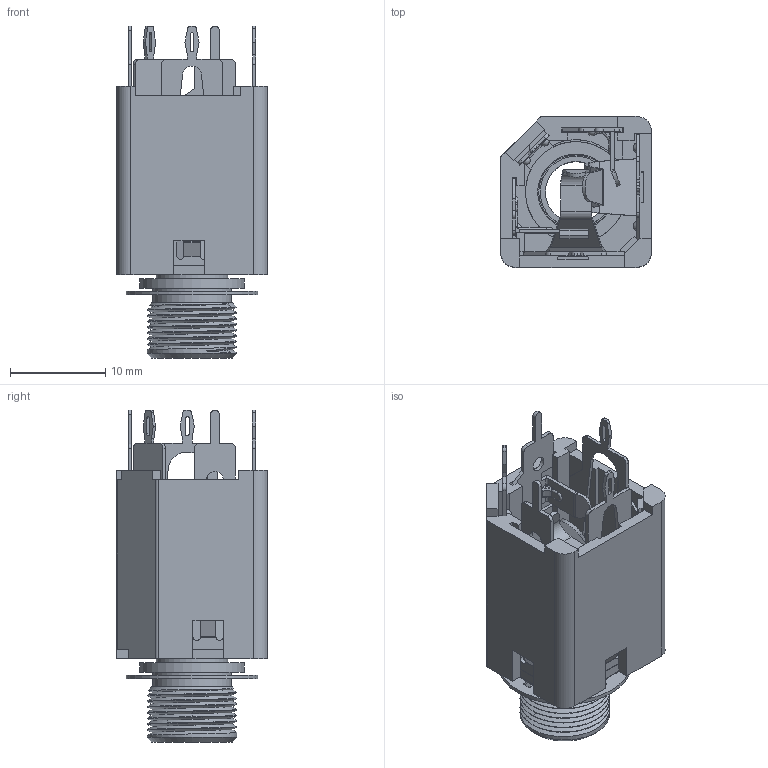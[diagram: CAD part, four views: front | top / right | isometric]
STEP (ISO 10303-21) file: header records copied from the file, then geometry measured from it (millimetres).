
FILE_DESCRIPTION((''),'2;1');
FILE_NAME('ACJS-MV-5.stp','2010-05-07T16:58:34',('minh'),(''),'Autodesk Inventor 10','Autodesk Inventor 10','');
FILE_SCHEMA(('AUTOMOTIVE_DESIGN { 1 0 10303 214 1 1 1 1 }'));
Length unit declared in the file: millimetre
Products named in the file (9): ACJS-MV-5 CS version; HOUSING; 1; 4; 2; 3; 5; Metal Thread Nose; WASHER
Assembly tree (8 placements, depth 2):
  ACJS-MV-5 CS version
    HOUSING
    1
    4
    2
    3
    5
    Metal Thread Nose
    WASHER
Bounding box: 15.8 x 15.8 x 34.8 mm (x, y, z)
Volume: 2256.7 mm3; surface area: 5801.2 mm2
Topology: 7 solids, 8 shells, 625 faces, 1711 edges, 1091 vertices
Faces by surface type: plane 368, cylinder 192, bspline 31, torus 23, sphere 8, cone 3
Full cylindrical faces by diameter (mm): 0.2 x1, 0.3 x2, 0.4 x1, 1 x2, 1.6 x2, 1.8 x1, 6.4 x1, 7.5 x1, 7.8 x1, 8 x1, 8.2 x1, 10.6 x1, 11 x1, 13.8 x1
Entity records: 23271 total; most frequent: CARTESIAN_POINT 7352, ORIENTED_EDGE 3310, DIRECTION 3205, EDGE_CURVE 1655, VECTOR 1119, LINE 1119, VERTEX_POINT 1076, AXIS2_PLACEMENT_3D 1043
